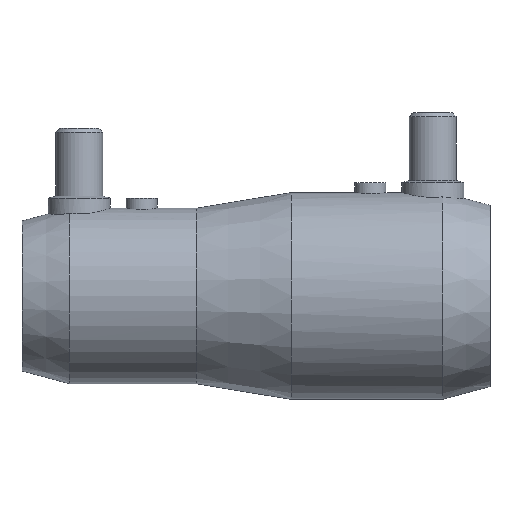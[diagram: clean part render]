
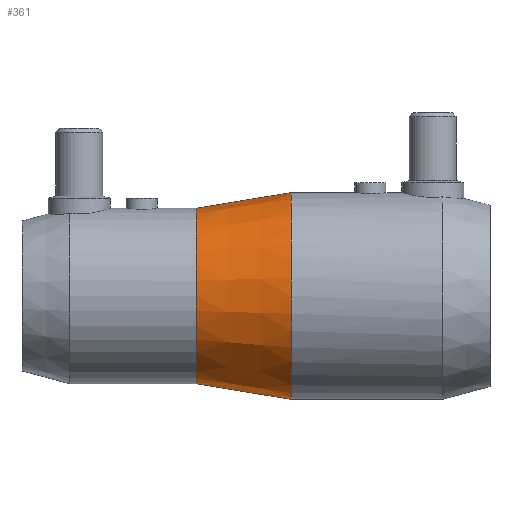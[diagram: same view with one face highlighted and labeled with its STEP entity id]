
A CAD part, top view. The second image highlights one B-rep face of the part: STEP entity #361.
In plain terms, the highlighted conical face has half-angle 9.335 degrees and reference radius 24.5 mm.
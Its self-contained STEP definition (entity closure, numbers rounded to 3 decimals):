
#361 = ADVANCED_FACE( '', ( #980 ), #981, .T. );
#441 = VERTEX_POINT( '', #1070 );
#611 = VERTEX_POINT( '', #1267 );
#649 = VERTEX_POINT( '', #1308 );
#665 = EDGE_CURVE( '', #649, #441, #1327, .T. );
#673 = EDGE_CURVE( '', #611, #441, #1335, .T. );
#833 = EDGE_CURVE( '', #649, #903, #1511, .T. );
#889 = EDGE_CURVE( '', #903, #611, #1572, .T. );
#903 = VERTEX_POINT( '', #1586 );
#980 = FACE_OUTER_BOUND( '', #1685, .T. );
#981 = CONICAL_SURFACE( '', #1686, 24.5, 0.163 );
#1070 = CARTESIAN_POINT( '', ( -26.306, 22.5, 0. ) );
#1267 = CARTESIAN_POINT( '', ( -1.973, 26.5, 0. ) );
#1308 = CARTESIAN_POINT( '', ( -26.306, -22.5, 0. ) );
#1327 = CIRCLE( '', #2313, 22.5 );
#1335 = LINE( '', #2324, #2325 );
#1511 = LINE( '', #2685, #2686 );
#1572 = CIRCLE( '', #2808, 26.5 );
#1586 = CARTESIAN_POINT( '', ( -1.973, -26.5, 0. ) );
#1685 = EDGE_LOOP( '', ( #2971, #2972, #2973, #2974 ) );
#1686 = AXIS2_PLACEMENT_3D( '', #2975, #2976, #2977 );
#2313 = AXIS2_PLACEMENT_3D( '', #3406, #3407, #3408 );
#2324 = CARTESIAN_POINT( '', ( -14.14, 24.5, 0. ) );
#2325 = VECTOR( '', #3415, 1. );
#2685 = CARTESIAN_POINT( '', ( -14.14, -24.5, 0. ) );
#2686 = VECTOR( '', #3645, 1. );
#2808 = AXIS2_PLACEMENT_3D( '', #3711, #3712, #3713 );
#2971 = ORIENTED_EDGE( '', *, *, #673, .T. );
#2972 = ORIENTED_EDGE( '', *, *, #665, .F. );
#2973 = ORIENTED_EDGE( '', *, *, #833, .T. );
#2974 = ORIENTED_EDGE( '', *, *, #889, .T. );
#2975 = CARTESIAN_POINT( '', ( -14.14, 0., 0. ) );
#2976 = DIRECTION( '', ( 1., 0., 0. ) );
#2977 = DIRECTION( '', ( 0., 1., 0. ) );
#3406 = CARTESIAN_POINT( '', ( -26.306, 0., 0. ) );
#3407 = DIRECTION( '', ( -1., 0., 0. ) );
#3408 = DIRECTION( '', ( 0., 1., 0. ) );
#3415 = DIRECTION( '', ( -0.987, -0.162, 0. ) );
#3645 = DIRECTION( '', ( 0.987, -0.162, 0. ) );
#3711 = CARTESIAN_POINT( '', ( -1.973, 0., 0. ) );
#3712 = DIRECTION( '', ( -1., 0., 0. ) );
#3713 = DIRECTION( '', ( 0., 1., 0. ) );
